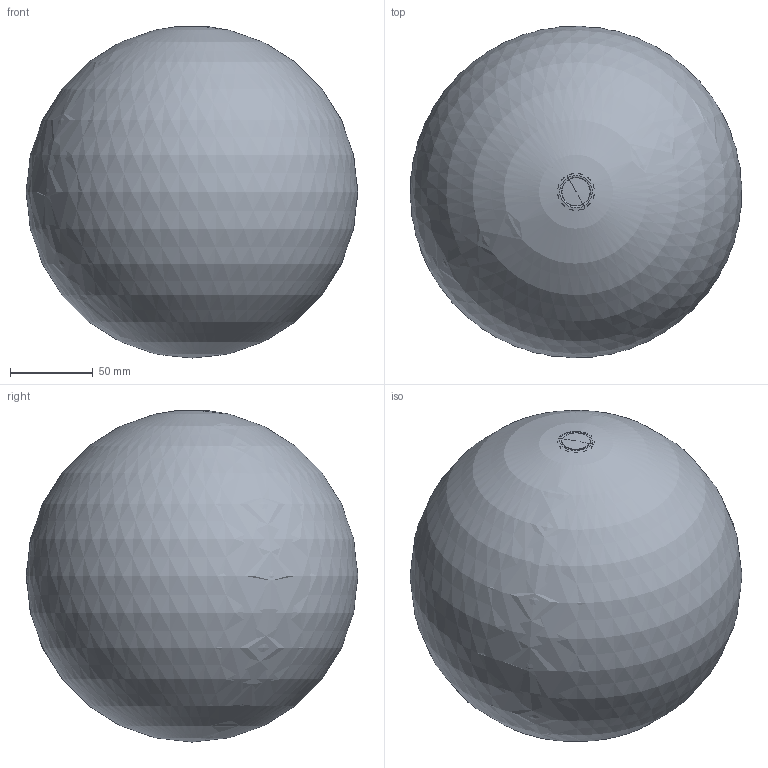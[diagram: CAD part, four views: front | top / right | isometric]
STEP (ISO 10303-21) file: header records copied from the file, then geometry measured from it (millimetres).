
FILE_DESCRIPTION((''),'2;1');
FILE_NAME('PRT0001_SW0001','2017-06-23T',('sparenzan'),(''),'CREO PARAMETRIC BY PTC INC, 2016050','CREO PARAMETRIC BY PTC INC, 2016050','');
FILE_SCHEMA(('CONFIG_CONTROL_DESIGN'));
Products named in the file (1): PRT0001_SW0001
Bounding box: 199.88 x 199.94 x 200 mm (x, y, z)
Surface area: 327309.6 mm2 (no closed solid volume)
Topology: 0 solids, 0 shells, 1643 faces, 7759 edges, 7560 vertices
Faces by surface type: bspline 1410, torus 157, sphere 76
Entity records: 156627 total; most frequent: CARTESIAN_POINT 93200, DIRECTION 9224, TRIMMED_CURVE 7650, DEFINITIONAL_REPRESENTATION 7422, PCURVE 7422, COMPOSITE_CURVE_SEGMENT 7422, VECTOR 6542, LINE 6542
